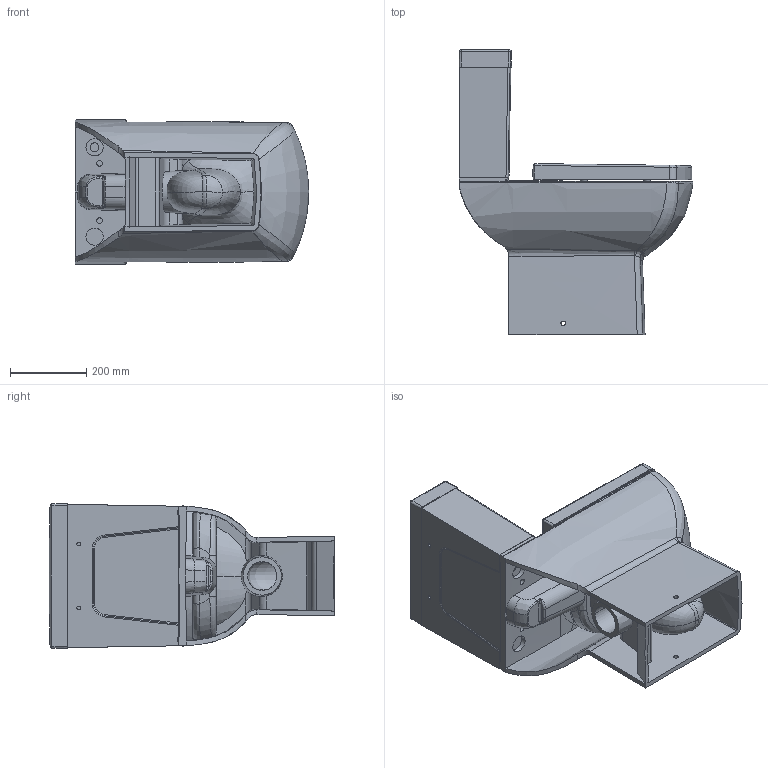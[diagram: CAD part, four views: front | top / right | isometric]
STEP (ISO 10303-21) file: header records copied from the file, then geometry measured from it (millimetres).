
FILE_DESCRIPTION (( 'STEP AP214' ), '1' );
FILE_NAME ('60636.STEP', '2019-11-19T15:36:42', ( '' ), ( '' ), 'SwSTEP 2.0', 'SolidWorks 2019', '' );
FILE_SCHEMA (( 'AUTOMOTIVE_DESIGN' ));
Length unit declared in the file: millimetre
Products named in the file (10): 60633 Long seat buffer; 60633 Cover; 60633 Soft close seat; 60636_Cistern Cover_V10419; 60633 seat; 60633 round seat buffer; 60636_V10419; 60633 mechanical comp; 60635_V10419; 60636
Assembly tree (13 placements, depth 3):
  60636
    60635_V10419
    60633 Soft close seat
      60633 seat
      60633 mechanical comp
      60633 Cover
      60633 Long seat buffer  x4
      60633 round seat buffer  x2
    60636_V10419
    60636_Cistern Cover_V10419
Bounding box: 610.67 x 747.46 x 379 mm (x, y, z)
Volume: 19505783 mm3; surface area: 3177356.5 mm2
Topology: 13 solids, 13 shells, 1052 faces, 2708 edges, 1675 vertices
Faces by surface type: bspline 361, cylinder 319, plane 281, torus 40, sphere 36, cone 15
Entity records: 99238 total; most frequent: CARTESIAN_POINT 80893, ORIENTED_EDGE 4526, DIRECTION 2549, EDGE_CURVE 2263, VERTEX_POINT 1406, B_SPLINE_CURVE_WITH_KNOTS 1084, AXIS2_PLACEMENT_3D 975, EDGE_LOOP 971
